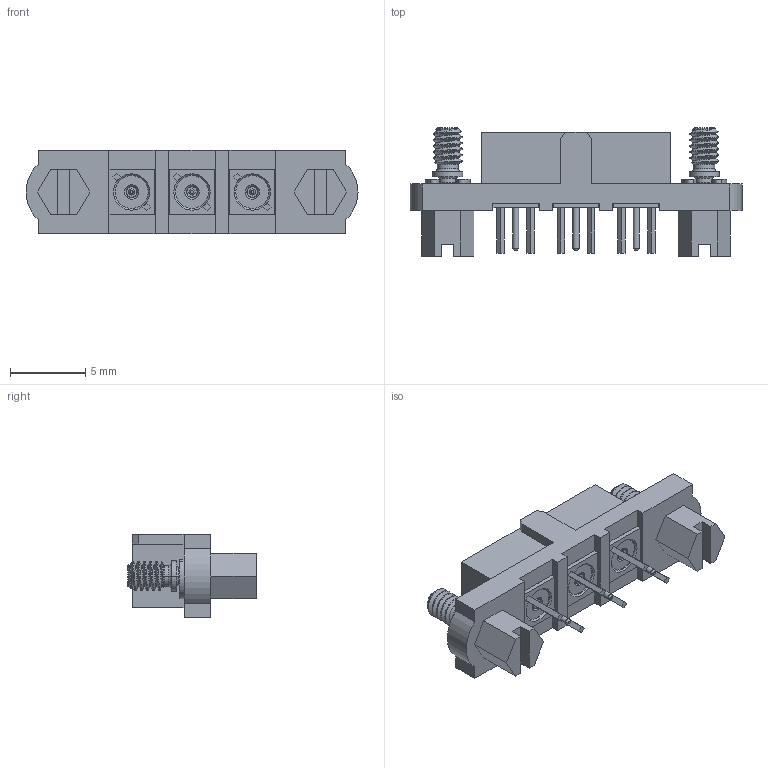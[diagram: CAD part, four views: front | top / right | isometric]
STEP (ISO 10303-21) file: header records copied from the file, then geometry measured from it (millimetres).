
FILE_DESCRIPTION((''),'2;1');
FILE_NAME('M80-4000000F1-03-301-00-000_ASM','2009-10-16T',('WBOURNE'),(''),'PRO/ENGINEER BY PARAMETRIC TECHNOLOGY CORPORATION, 2008490','PRO/ENGINEER BY PARAMETRIC TECHNOLOGY CORPORATION, 2008490','');
FILE_SCHEMA(('CONFIG_CONTROL_DESIGN'));
Length unit declared in the file: millimetre
Products named in the file (8): M80-261-03-00-00; M80-341; M80-3730087; M80-391; M80-301_ASM; M80-214; M80-215; M80-4000000F1-03-301-00-000_ASM
Assembly tree (11 placements, depth 3):
  M80-4000000F1-03-301-00-000_ASM
    M80-261-03-00-00
    M80-301_ASM  x3
      M80-341
      M80-3730087
      M80-391
    M80-214  x2
    M80-215  x2
Bounding box: 22 x 8.5 x 5.55 mm (x, y, z)
Volume: 377.2 mm3; surface area: 1279.2 mm2
Topology: 14 solids, 16 shells, 564 faces, 1320 edges, 819 vertices
Faces by surface type: plane 222, cylinder 210, cone 86, torus 34, bspline 12
Entity records: 9615 total; most frequent: CARTESIAN_POINT 3037, DIRECTION 1411, ORIENTED_EDGE 1284, EDGE_CURVE 644, AXIS2_PLACEMENT_3D 525, VERTEX_POINT 405, VECTOR 361, LINE 361
